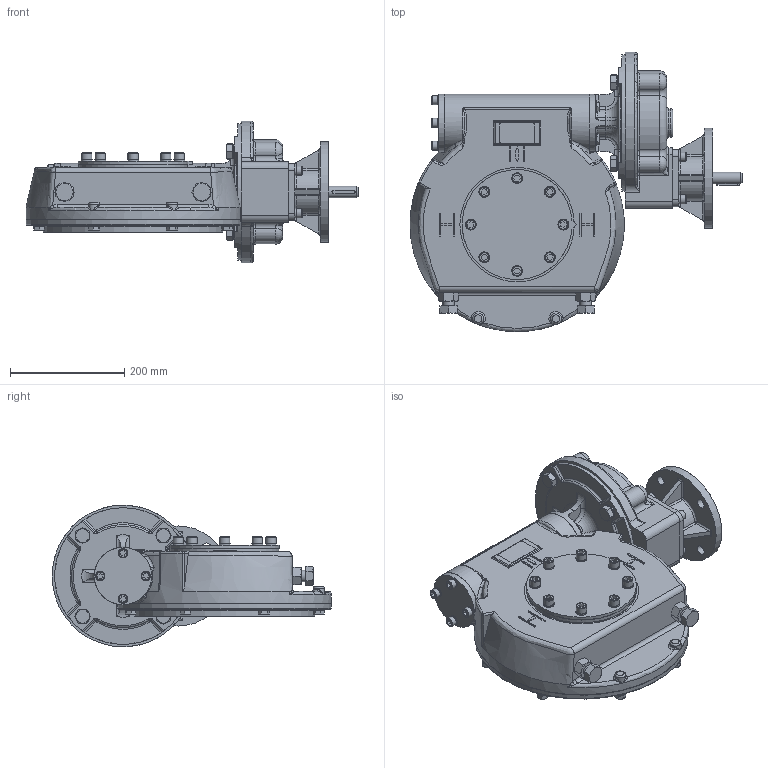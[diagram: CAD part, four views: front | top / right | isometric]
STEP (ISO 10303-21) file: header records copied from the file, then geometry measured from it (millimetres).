
FILE_DESCRIPTION(/* description */ ('Unknown'),/* implementation_level */ '2;1');
FILE_NAME(/* name */ 'PUB-IW63FBIRL-F14-F16',/* time_stamp */ '2016-07-08T11:03:33+01:00',/* author */ ('Unknown'),/* organization */ ('Unknown'),/* preprocessor_version */ 'ST-DEVELOPER v16',/* originating_system */ 'DEX',/* authorisation */ $);
FILE_SCHEMA (('AUTOMOTIVE_DESIGN {1 0 10303 214 3 1 1}'));
Products named in the file (1): PUB-IW63FBIRL-F14-F16
Bounding box: 580.78 x 488.48 x 247.79 mm (x, y, z)
Surface area: 819442.9 mm2 (no closed solid volume)
Topology: 0 solids, 86 shells, 1272 faces, 3859 edges, 2599 vertices
Faces by surface type: plane 653, cylinder 245, cone 161, bspline 98, torus 81, sphere 34
Full cylindrical faces by diameter (mm): 11 x8, 16 x8, 16.299 x5, 16.5 x4, 16.6 x16, 18 x8, 19 x10, 20 x3, 21 x4, 30 x1, 50 x1, 100 x3, 130 x1, 175 x1, 190 x1, 200.25 x1, 238.9 x1
Entity records: 63770 total; most frequent: CARTESIAN_POINT 28486, ORIENTED_EDGE 6101, DIRECTION 6039, EDGE_CURVE 3634, VERTEX_POINT 2556, AXIS2_PLACEMENT_3D 2133, LINE 1773, VECTOR 1773
